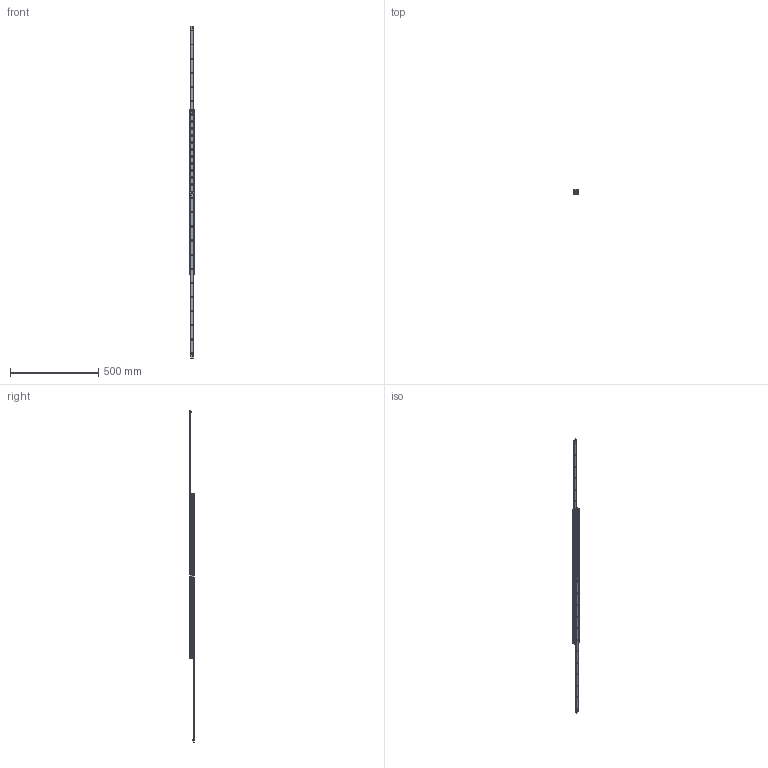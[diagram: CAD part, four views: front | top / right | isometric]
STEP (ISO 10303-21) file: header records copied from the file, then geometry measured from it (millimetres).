
FILE_DESCRIPTION((''),'2;1');
FILE_NAME('LCAH 28H-0930.GG.stp','2011-03-24T08:57:59',('MKoza'),(''),'Autodesk Inventor 2009','Autodesk Inventor 2009','');
FILE_SCHEMA(('AUTOMOTIVE_DESIGN { 1 0 10303 214 1 1 1 1 }'));
Length unit declared in the file: millimetre
Products named in the file (8): LCAH 28H.GG; LCH 28H; LLMG 28H; KF.LCA 28H; AS.L 28H 4x3,8; VKB.L 28H 4x7; + SC M4x0,35 DIN 1207; DIN 7337 - A5 x 10 x 6
Assembly tree (39 placements, depth 2):
  LCAH 28H.GG
    LCH 28H  x2
    LLMG 28H  x2
    KF.LCA 28H  x2
    AS.L 28H 4x3,8  x4
    VKB.L 28H 4x7  x4
    + SC M4x0,35 DIN 1207  x2
    DIN 7337 - A5 x 10 x 6  x23
Bounding box: 28 x 26 x 1880 mm (x, y, z)
Volume: 508841.7 mm3; surface area: 335130.9 mm2
Topology: 39 solids, 39 shells, 628 faces, 1297 edges, 849 vertices
Faces by surface type: plane 244, bspline 221, cylinder 126, torus 29, cone 8
Full cylindrical faces by diameter (mm): 3.9 x4, 4 x6, 5 x27, 9.5 x23
Entity records: 7504 total; most frequent: CARTESIAN_POINT 2442, DIRECTION 966, ORIENTED_EDGE 834, EDGE_CURVE 417, EDGE_LOOP 414, AXIS2_PLACEMENT_3D 394, VERTEX_POINT 331, CIRCLE 231
